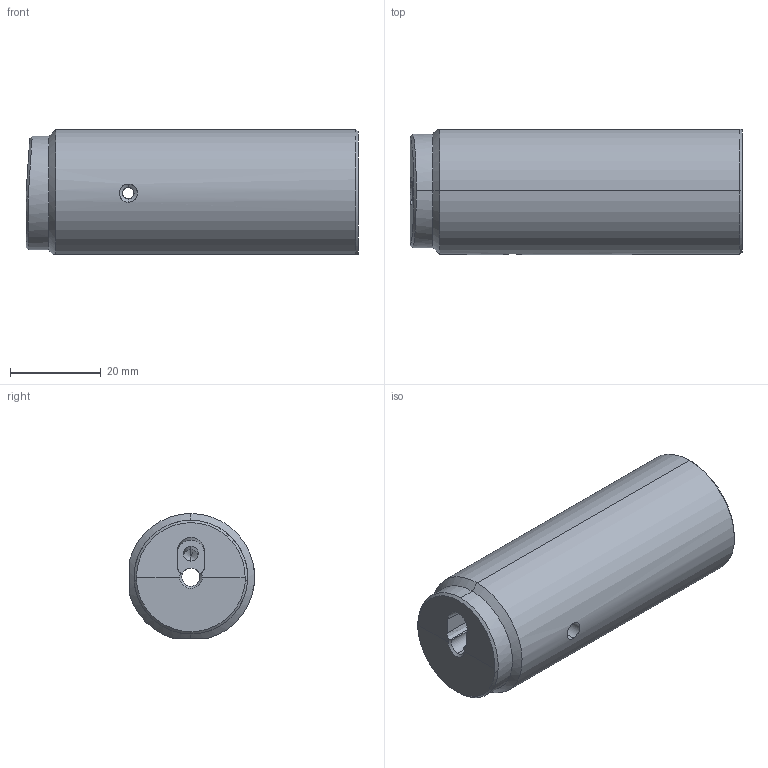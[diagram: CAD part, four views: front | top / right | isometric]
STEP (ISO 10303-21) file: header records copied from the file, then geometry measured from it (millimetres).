
FILE_DESCRIPTION (( 'STEP AP203' ), '1' );
FILE_NAME ('UTP AblageMBM-59-01-01-09.step', '2019-01-16T08:20:10', ( '' ), ( '' ), 'SwSTEP 2.0', 'SolidWorks 2018', '' );
FILE_SCHEMA (( 'CONFIG_CONTROL_DESIGN' ));
Length unit declared in the file: millimetre
Products named in the file (1): UTP AblageMBM-59-01-01-09
Bounding box: 73 x 27.5 x 27.5 mm (x, y, z)
Volume: 41104 mm3; surface area: 9116.1 mm2
Topology: 1 solids, 1 shells, 56 faces, 138 edges, 82 vertices
Faces by surface type: cylinder 23, cone 20, plane 8, bspline 5
Entity records: 2236 total; most frequent: CARTESIAN_POINT 887, ORIENTED_EDGE 272, DIRECTION 258, EDGE_CURVE 136, AXIS2_PLACEMENT_3D 102, VERTEX_POINT 82, EDGE_LOOP 62, FACE_OUTER_BOUND 56
